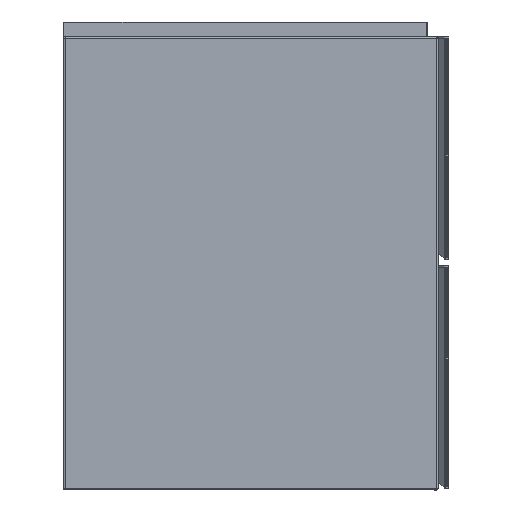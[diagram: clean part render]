
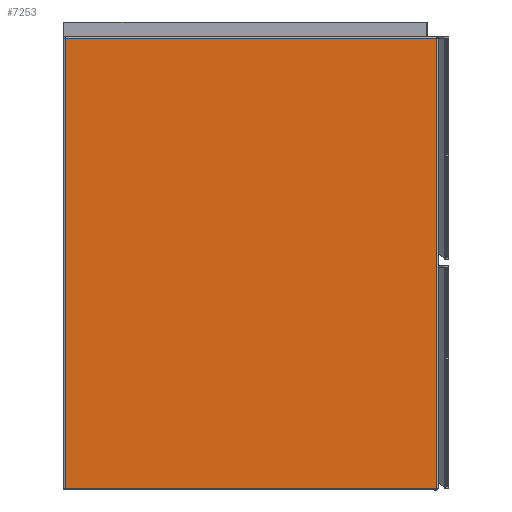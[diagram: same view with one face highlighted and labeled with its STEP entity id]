
A CAD part, front view. The second image highlights one B-rep face of the part: STEP entity #7253.
In plain terms, the highlighted planar face has unit normal (0, -1, 0).
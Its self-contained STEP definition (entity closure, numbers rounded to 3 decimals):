
#7214=CARTESIAN_POINT('Axis2P3D Location',(0.,-390.,556.)) ;
#7219=CARTESIAN_POINT('Line Origine',(2.,-390.,278.)) ;
#7223=CARTESIAN_POINT('Vertex',(2.,-390.,554.)) ;
#7225=CARTESIAN_POINT('Vertex',(2.,-390.,2.)) ;
#7228=CARTESIAN_POINT('Line Origine',(230.,-390.,2.)) ;
#7232=CARTESIAN_POINT('Vertex',(458.,-390.,2.)) ;
#7235=CARTESIAN_POINT('Line Origine',(458.,-390.,278.)) ;
#7239=CARTESIAN_POINT('Vertex',(458.,-390.,554.)) ;
#7242=CARTESIAN_POINT('Line Origine',(230.,-390.,554.)) ;
#7221=VECTOR('Line Direction',#7220,1.) ;
#7230=VECTOR('Line Direction',#7229,1.) ;
#7237=VECTOR('Line Direction',#7236,1.) ;
#7244=VECTOR('Line Direction',#7243,1.) ;
#7215=DIRECTION('Axis2P3D Direction',(0.,1.,0.)) ;
#7216=DIRECTION('Axis2P3D XDirection',(-1.,0.,0.)) ;
#7220=DIRECTION('Vector Direction',(0.,0.,-1.)) ;
#7229=DIRECTION('Vector Direction',(1.,0.,0.)) ;
#7236=DIRECTION('Vector Direction',(0.,0.,-1.)) ;
#7243=DIRECTION('Vector Direction',(-1.,0.,0.)) ;
#7217=AXIS2_PLACEMENT_3D('Plane Axis2P3D',#7214,#7215,#7216) ;
#7222=LINE('Line',#7219,#7221) ;
#7231=LINE('Line',#7228,#7230) ;
#7238=LINE('Line',#7235,#7237) ;
#7245=LINE('Line',#7242,#7244) ;
#7218=PLANE('',#7217) ;
#7227=EDGE_CURVE('',#7224,#7226,#7222,.T.) ;
#7234=EDGE_CURVE('',#7226,#7233,#7231,.T.) ;
#7241=EDGE_CURVE('',#7240,#7233,#7238,.T.) ;
#7246=EDGE_CURVE('',#7240,#7224,#7245,.T.) ;
#7248=ORIENTED_EDGE('',*,*,#7227,.T.) ;
#7249=ORIENTED_EDGE('',*,*,#7234,.T.) ;
#7250=ORIENTED_EDGE('',*,*,#7241,.F.) ;
#7251=ORIENTED_EDGE('',*,*,#7246,.T.) ;
#7247=EDGE_LOOP('',(#7248,#7249,#7250,#7251)) ;
#7224=VERTEX_POINT('',#7223) ;
#7226=VERTEX_POINT('',#7225) ;
#7233=VERTEX_POINT('',#7232) ;
#7240=VERTEX_POINT('',#7239) ;
#7253=ADVANCED_FACE('FUE_Template_Product.1|WXUT_Seite_links.1|WXUT_Seite_links_3sh-HG-00183852_A.1|Verrundung Kanten',(#7252),#7218,.F.) ;
#7252=FACE_OUTER_BOUND('',#7247,.T.) ;
